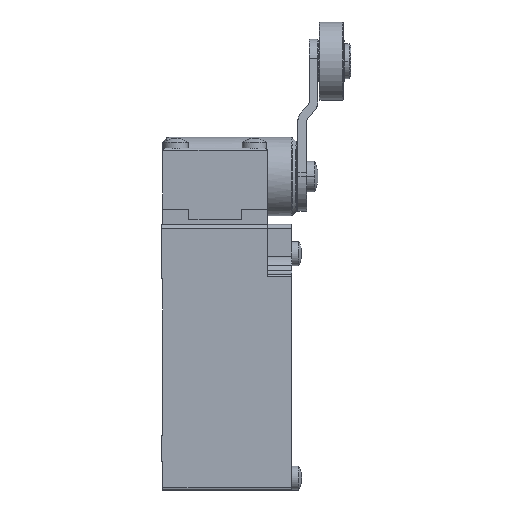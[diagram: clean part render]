
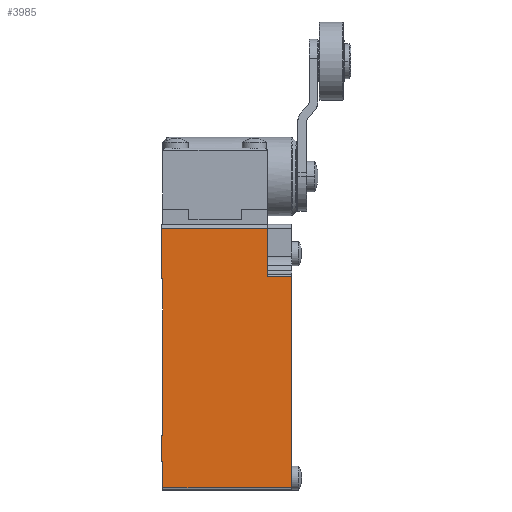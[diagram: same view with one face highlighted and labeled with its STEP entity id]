
A CAD part, left-side view. The second image highlights one B-rep face of the part: STEP entity #3985.
In plain terms, the highlighted planar face has unit normal (-1, 0, 0).
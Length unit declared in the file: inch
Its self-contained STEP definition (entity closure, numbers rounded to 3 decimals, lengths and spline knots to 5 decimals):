
#68 = LINE ( 'NONE', #3941, #3582 ) ;
#124 = DIRECTION ( 'NONE',  ( 0., 0., -1. ) ) ;
#176 = CARTESIAN_POINT ( 'NONE',  ( -0.59646, -0.96063, 0.25591 ) ) ;
#351 = LINE ( 'NONE', #2405, #6477 ) ;
#436 = VERTEX_POINT ( 'NONE', #8224 ) ;
#510 = DIRECTION ( 'NONE',  ( 0., 1., 0. ) ) ;
#514 = EDGE_CURVE ( 'NONE', #5779, #710, #7803, .T. ) ;
#531 = CARTESIAN_POINT ( 'NONE',  ( -0.59646, -0.01575, -2.12598 ) ) ;
#542 = DIRECTION ( 'NONE',  ( 0., 0., 1. ) ) ;
#710 = VERTEX_POINT ( 'NONE', #4807 ) ;
#750 = VERTEX_POINT ( 'NONE', #6932 ) ;
#1212 = CARTESIAN_POINT ( 'NONE',  ( -0.59646, 0., -0.21654 ) ) ;
#1234 = EDGE_CURVE ( 'NONE', #436, #5739, #68, .T. ) ;
#1395 = EDGE_CURVE ( 'NONE', #750, #4390, #3986, .T. ) ;
#1445 = VECTOR ( 'NONE', #7031, 39.37008 ) ;
#1483 = CARTESIAN_POINT ( 'NONE',  ( -0.59646, -1.1811, -2.12598 ) ) ;
#1538 = VECTOR ( 'NONE', #6959, 39.37008 ) ;
#1568 = VERTEX_POINT ( 'NONE', #6945 ) ;
#1737 = VECTOR ( 'NONE', #510, 39.37008 ) ;
#1795 = CARTESIAN_POINT ( 'NONE',  ( -0.59646, 0., -2.14567 ) ) ;
#1907 = CARTESIAN_POINT ( 'NONE',  ( -0.59646, -0.01575, -1.65354 ) ) ;
#1976 = B_SPLINE_CURVE_WITH_KNOTS ( 'NONE', 1,
 ( #2744, #1483 ),
 .UNSPECIFIED., .F., .F.,
 ( 2, 2 ),
 ( 0., 1. ),
 .UNSPECIFIED. ) ;
#2025 = AXIS2_PLACEMENT_3D ( 'NONE', #1795, #6909, #542 ) ;
#2026 = CARTESIAN_POINT ( 'NONE',  ( -0.59646, 0., -0.94488 ) ) ;
#2043 = CARTESIAN_POINT ( 'NONE',  ( -0.59646, -0.01575, -1.65354 ) ) ;
#2395 = EDGE_LOOP ( 'NONE', ( #5302, #4153, #4647, #7567, #6604, #4757, #6874, #3685, #6393, #3561, #2955, #7772 ) ) ;
#2405 = CARTESIAN_POINT ( 'NONE',  ( -0.59646, 0., -0.23622 ) ) ;
#2632 = DIRECTION ( 'NONE',  ( 0., 0., -1. ) ) ;
#2640 = VERTEX_POINT ( 'NONE', #6988 ) ;
#2734 = DIRECTION ( 'NONE',  ( 0., 0., -1. ) ) ;
#2744 = CARTESIAN_POINT ( 'NONE',  ( -0.59646, -1.1811, -0.21654 ) ) ;
#2896 = EDGE_CURVE ( 'NONE', #2640, #6155, #5520, .T. ) ;
#2955 = ORIENTED_EDGE ( 'NONE', *, *, #6105, .T. ) ;
#3080 = CARTESIAN_POINT ( 'NONE',  ( -0.59646, 0., -1.88976 ) ) ;
#3246 = CARTESIAN_POINT ( 'NONE',  ( -0.59646, 0., -2.12598 ) ) ;
#3333 = DIRECTION ( 'NONE',  ( 0., 0., -1. ) ) ;
#3428 = EDGE_CURVE ( 'NONE', #4390, #3862, #4875, .T. ) ;
#3522 = EDGE_CURVE ( 'NONE', #6155, #436, #4080, .T. ) ;
#3561 = ORIENTED_EDGE ( 'NONE', *, *, #6368, .T. ) ;
#3582 = VECTOR ( 'NONE', #124, 39.37008 ) ;
#3685 = ORIENTED_EDGE ( 'NONE', *, *, #3522, .T. ) ;
#3862 = VERTEX_POINT ( 'NONE', #6763 ) ;
#3938 = LINE ( 'NONE', #1212, #1737 ) ;
#3941 = CARTESIAN_POINT ( 'NONE',  ( -0.59646, 0., -0.94488 ) ) ;
#3985 = ADVANCED_FACE ( 'NONE', ( #7696 ), #4323, .T. ) ;
#3986 = LINE ( 'NONE', #6090, #5776 ) ;
#4080 = LINE ( 'NONE', #6006, #6601 ) ;
#4153 = ORIENTED_EDGE ( 'NONE', *, *, #6315, .T. ) ;
#4323 = PLANE ( 'NONE',  #2025 ) ;
#4390 = VERTEX_POINT ( 'NONE', #8049 ) ;
#4450 = EDGE_CURVE ( 'NONE', #3862, #2640, #351, .T. ) ;
#4535 = VECTOR ( 'NONE', #2632, 39.37008 ) ;
#4544 = CARTESIAN_POINT ( 'NONE',  ( -0.59646, -0.01575, -3.30709 ) ) ;
#4647 = ORIENTED_EDGE ( 'NONE', *, *, #7526, .F. ) ;
#4721 = VECTOR ( 'NONE', #3333, 39.37008 ) ;
#4757 = ORIENTED_EDGE ( 'NONE', *, *, #4450, .T. ) ;
#4807 = CARTESIAN_POINT ( 'NONE',  ( -0.59646, -1.1811, -2.12598 ) ) ;
#4875 = LINE ( 'NONE', #2026, #8301 ) ;
#4995 = DIRECTION ( 'NONE',  ( 0., -1., 0. ) ) ;
#5025 = CARTESIAN_POINT ( 'NONE',  ( -0.59646, -0.01575, -1.88976 ) ) ;
#5302 = ORIENTED_EDGE ( 'NONE', *, *, #7309, .F. ) ;
#5427 = DIRECTION ( 'NONE',  ( 0., 1., 0. ) ) ;
#5520 = LINE ( 'NONE', #1907, #1445 ) ;
#5739 = VERTEX_POINT ( 'NONE', #6151 ) ;
#5776 = VECTOR ( 'NONE', #5427, 39.37008 ) ;
#5779 = VERTEX_POINT ( 'NONE', #531 ) ;
#5986 = VERTEX_POINT ( 'NONE', #5025 ) ;
#6006 = CARTESIAN_POINT ( 'NONE',  ( -0.59646, 0., -1.65354 ) ) ;
#6042 = CARTESIAN_POINT ( 'NONE',  ( -0.59646, -0.96063, -0.21654 ) ) ;
#6087 = VECTOR ( 'NONE', #7911, 39.37008 ) ;
#6090 = CARTESIAN_POINT ( 'NONE',  ( -0.59646, 0., 0.21654 ) ) ;
#6105 = EDGE_CURVE ( 'NONE', #5986, #5779, #7846, .T. ) ;
#6151 = CARTESIAN_POINT ( 'NONE',  ( -0.59646, 0., -1.88976 ) ) ;
#6155 = VERTEX_POINT ( 'NONE', #2043 ) ;
#6230 = VERTEX_POINT ( 'NONE', #6042 ) ;
#6315 = EDGE_CURVE ( 'NONE', #1568, #6230, #3938, .T. ) ;
#6368 = EDGE_CURVE ( 'NONE', #5739, #5986, #7447, .T. ) ;
#6393 = ORIENTED_EDGE ( 'NONE', *, *, #1234, .T. ) ;
#6477 = VECTOR ( 'NONE', #4995, 39.37008 ) ;
#6601 = VECTOR ( 'NONE', #6610, 39.37008 ) ;
#6604 = ORIENTED_EDGE ( 'NONE', *, *, #3428, .T. ) ;
#6610 = DIRECTION ( 'NONE',  ( 0., 1., 0. ) ) ;
#6763 = CARTESIAN_POINT ( 'NONE',  ( -0.59646, 0., -0.23622 ) ) ;
#6874 = ORIENTED_EDGE ( 'NONE', *, *, #2896, .T. ) ;
#6909 = DIRECTION ( 'NONE',  ( -1., 0., 0. ) ) ;
#6932 = CARTESIAN_POINT ( 'NONE',  ( -0.59646, -0.96063, 0.21654 ) ) ;
#6945 = CARTESIAN_POINT ( 'NONE',  ( -0.59646, -1.1811, -0.21654 ) ) ;
#6959 = DIRECTION ( 'NONE',  ( 0., -1., 0. ) ) ;
#6988 = CARTESIAN_POINT ( 'NONE',  ( -0.59646, -0.01575, -0.23622 ) ) ;
#7031 = DIRECTION ( 'NONE',  ( 0., 0., -1. ) ) ;
#7309 = EDGE_CURVE ( 'NONE', #1568, #710, #1976, .T. ) ;
#7447 = LINE ( 'NONE', #3080, #1538 ) ;
#7526 = EDGE_CURVE ( 'NONE', #750, #6230, #7554, .T. ) ;
#7554 = LINE ( 'NONE', #176, #4535 ) ;
#7567 = ORIENTED_EDGE ( 'NONE', *, *, #1395, .T. ) ;
#7696 = FACE_OUTER_BOUND ( 'NONE', #2395, .T. ) ;
#7772 = ORIENTED_EDGE ( 'NONE', *, *, #514, .T. ) ;
#7803 = LINE ( 'NONE', #3246, #6087 ) ;
#7846 = LINE ( 'NONE', #4544, #4721 ) ;
#7911 = DIRECTION ( 'NONE',  ( 0., -1., 0. ) ) ;
#8049 = CARTESIAN_POINT ( 'NONE',  ( -0.59646, 0., 0.21654 ) ) ;
#8224 = CARTESIAN_POINT ( 'NONE',  ( -0.59646, 0., -1.65354 ) ) ;
#8301 = VECTOR ( 'NONE', #2734, 39.37008 ) ;
